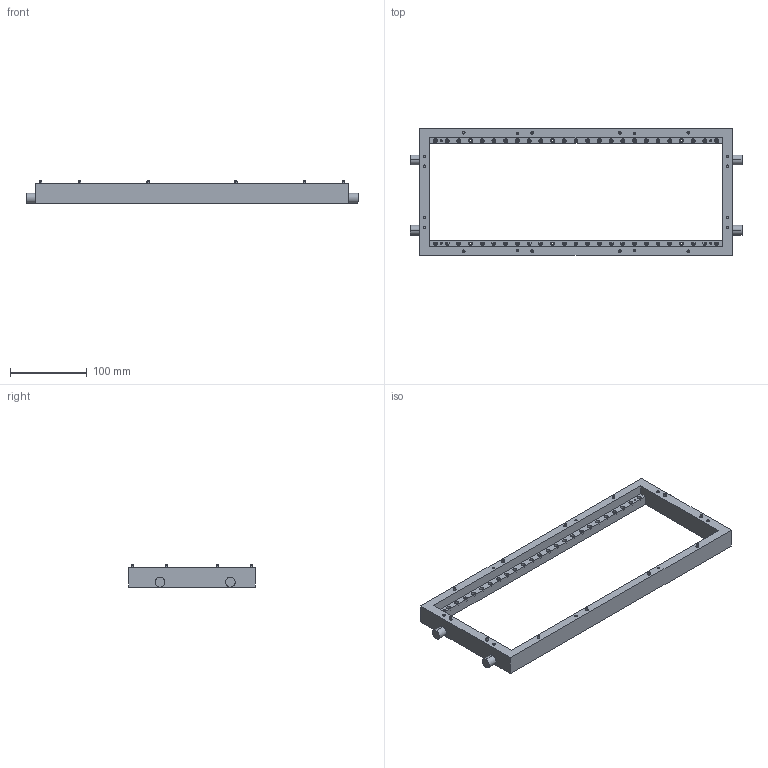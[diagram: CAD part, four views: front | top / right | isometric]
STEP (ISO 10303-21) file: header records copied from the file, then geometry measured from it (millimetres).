
FILE_DESCRIPTION (( 'STEP AP214' ), '1' );
FILE_NAME ('INGUN_113642.STEP', '2022-10-20T11:38:25', ( '' ), ( '' ), 'SwSTEP 2.0', 'SolidWorks 2021', '' );
FILE_SCHEMA (( 'AUTOMOTIVE_DESIGN' ));
Length unit declared in the file: millimetre
Products named in the file (3): DIN912~n_M03,0x025; INGUN_113642; 48966~0_S
Assembly tree (13 placements, depth 2):
  INGUN_113642
    48966~0_S
    DIN912~n_M03,0x025  x12
Bounding box: 431.8 x 164.85 x 28.81 mm (x, y, z)
Volume: 395354.6 mm3; surface area: 108712.3 mm2
Topology: 13 solids, 13 shells, 761 faces, 1944 edges, 1266 vertices
Faces by surface type: cylinder 515, plane 182, cone 64
Entity records: 14197 total; most frequent: DIRECTION 2627, CARTESIAN_POINT 2363, ORIENTED_EDGE 2286, EDGE_CURVE 1143, AXIS2_PLACEMENT_3D 1032, VERTEX_POINT 756, EDGE_LOOP 627, CIRCLE 574
